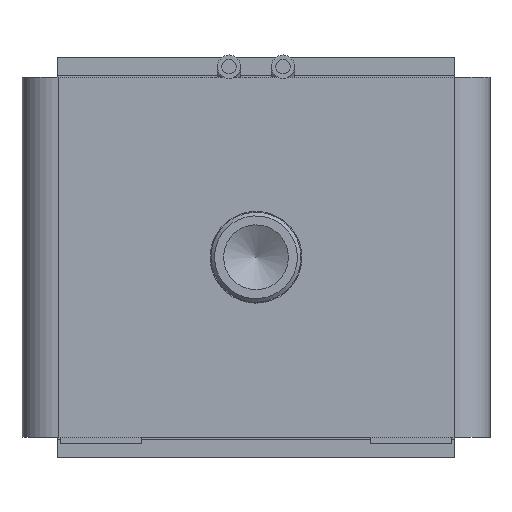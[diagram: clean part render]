
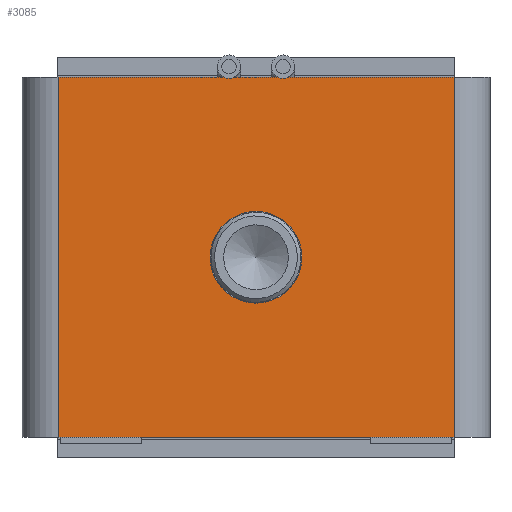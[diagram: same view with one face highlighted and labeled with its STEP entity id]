
A CAD part, left-side view. The second image highlights one B-rep face of the part: STEP entity #3085.
In plain terms, the highlighted planar face has unit normal (-1, 0, 0).
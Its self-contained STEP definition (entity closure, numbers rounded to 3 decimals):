
#350=LINE('',#5192,#544);
#353=LINE('',#5205,#547);
#378=LINE('',#5267,#572);
#387=LINE('',#5284,#581);
#544=VECTOR('',#4174,1000.);
#547=VECTOR('',#4185,1000.);
#572=VECTOR('',#4236,1000.);
#581=VECTOR('',#4247,1000.);
#1040=ORIENTED_EDGE('',*,*,#1622,.T.);
#1041=ORIENTED_EDGE('',*,*,#1584,.T.);
#1042=ORIENTED_EDGE('',*,*,#1613,.F.);
#1043=ORIENTED_EDGE('',*,*,#1578,.T.);
#1044=ORIENTED_EDGE('',*,*,#1629,.T.);
#1578=EDGE_CURVE('',#1919,#1917,#350,.T.);
#1584=EDGE_CURVE('',#1922,#1924,#353,.T.);
#1613=EDGE_CURVE('',#1919,#1924,#378,.T.);
#1622=EDGE_CURVE('',#1917,#1922,#387,.T.);
#1629=EDGE_CURVE('',#1961,#1961,#2162,.T.);
#1917=VERTEX_POINT('',#5190);
#1919=VERTEX_POINT('',#5193);
#1922=VERTEX_POINT('',#5200);
#1924=VERTEX_POINT('',#5204);
#1961=VERTEX_POINT('',#5298);
#2162=CIRCLE('',#3513,2.55);
#2411=EDGE_LOOP('',(#1040,#1041,#1042,#1043));
#2412=EDGE_LOOP('',(#1044));
#2729=FACE_BOUND('',#2411,.T.);
#2730=FACE_BOUND('',#2412,.T.);
#2958=PLANE('',#3512);
#3085=ADVANCED_FACE('',(#2729,#2730),#2958,.T.);
#3512=AXIS2_PLACEMENT_3D('',#5296,#4254,#4255);
#3513=AXIS2_PLACEMENT_3D('',#5297,#4256,#4257);
#4174=DIRECTION('',(0.,0.,-1.));
#4185=DIRECTION('',(0.,0.,1.));
#4236=DIRECTION('',(0.,-1.,0.));
#4247=DIRECTION('',(0.,-1.,0.));
#4254=DIRECTION('',(-1.,0.,0.));
#4255=DIRECTION('',(0.,0.,1.));
#4256=DIRECTION('',(1.,0.,0.));
#4257=DIRECTION('',(0.,0.,-1.));
#5190=CARTESIAN_POINT('',(0.,11.,-10.));
#5192=CARTESIAN_POINT('',(0.,11.,-10.));
#5193=CARTESIAN_POINT('',(0.,11.,10.));
#5200=CARTESIAN_POINT('',(0.,-11.,-10.));
#5204=CARTESIAN_POINT('',(0.,-11.,10.));
#5205=CARTESIAN_POINT('',(0.,-11.,-10.));
#5267=CARTESIAN_POINT('',(0.,-13.,10.));
#5284=CARTESIAN_POINT('',(0.,-13.,-10.));
#5296=CARTESIAN_POINT('',(0.,-13.,-10.));
#5297=CARTESIAN_POINT('',(0.,0.,0.));
#5298=CARTESIAN_POINT('',(0.,0.,-2.55));
